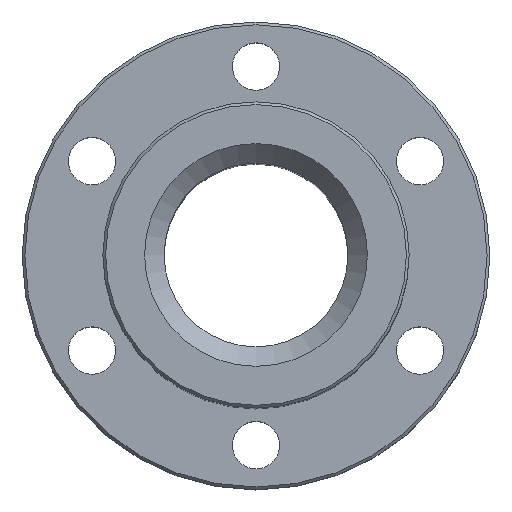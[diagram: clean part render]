
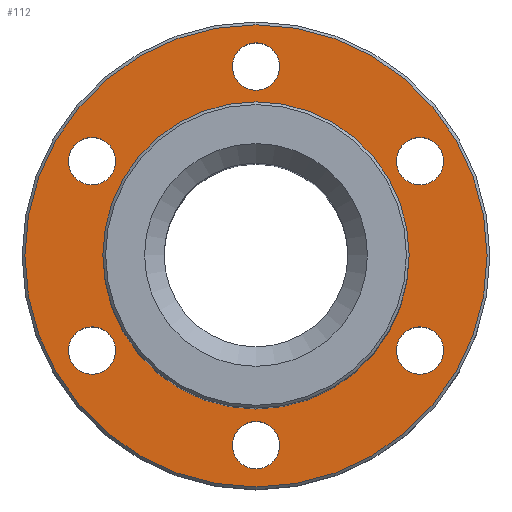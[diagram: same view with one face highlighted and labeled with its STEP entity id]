
A CAD part, top view. The second image highlights one B-rep face of the part: STEP entity #112.
In plain terms, the highlighted planar face has unit normal (0, 0, 1).
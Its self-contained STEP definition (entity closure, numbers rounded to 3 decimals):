
#112=ADVANCED_FACE('',(#192,#193,#194,#195,#196,#197,#198,#199),#200,.T.);
#192=FACE_OUTER_BOUND('',#309,.T.);
#193=FACE_BOUND('',#310,.T.);
#194=FACE_BOUND('',#311,.T.);
#195=FACE_BOUND('',#312,.T.);
#196=FACE_BOUND('',#313,.T.);
#197=FACE_BOUND('',#314,.T.);
#198=FACE_BOUND('',#315,.T.);
#199=FACE_BOUND('',#316,.T.);
#200=PLANE('',#317);
#309=EDGE_LOOP('',(#464));
#310=EDGE_LOOP('',(#465));
#311=EDGE_LOOP('',(#466));
#312=EDGE_LOOP('',(#467));
#313=EDGE_LOOP('',(#468));
#314=EDGE_LOOP('',(#469));
#315=EDGE_LOOP('',(#470));
#316=EDGE_LOOP('',(#471));
#317=AXIS2_PLACEMENT_3D('',#472,#473,#474);
#464=ORIENTED_EDGE('',*,*,#570,.T.);
#465=ORIENTED_EDGE('',*,*,#576,.T.);
#466=ORIENTED_EDGE('',*,*,#577,.T.);
#467=ORIENTED_EDGE('',*,*,#578,.T.);
#468=ORIENTED_EDGE('',*,*,#579,.T.);
#469=ORIENTED_EDGE('',*,*,#580,.T.);
#470=ORIENTED_EDGE('',*,*,#581,.T.);
#471=ORIENTED_EDGE('',*,*,#575,.T.);
#472=CARTESIAN_POINT('',(0.0,0.0,25.0));
#473=DIRECTION('',(0.0,0.0,1.0));
#474=DIRECTION('',(1.0,0.0,0.0));
#570=EDGE_CURVE('',#631,#631,#632,.T.);
#575=EDGE_CURVE('',#641,#641,#642,.F.);
#576=EDGE_CURVE('',#643,#643,#644,.F.);
#577=EDGE_CURVE('',#645,#645,#646,.F.);
#578=EDGE_CURVE('',#647,#647,#648,.F.);
#579=EDGE_CURVE('',#649,#649,#650,.F.);
#580=EDGE_CURVE('',#651,#651,#652,.F.);
#581=EDGE_CURVE('',#653,#653,#654,.F.);
#631=VERTEX_POINT('',#713);
#632=CIRCLE('',#714,41.5);
#641=VERTEX_POINT('',#723);
#642=CIRCLE('',#724,27.5);
#643=VERTEX_POINT('',#725);
#644=CIRCLE('',#726,4.25);
#645=VERTEX_POINT('',#727);
#646=CIRCLE('',#728,4.25);
#647=VERTEX_POINT('',#729);
#648=CIRCLE('',#730,4.25);
#649=VERTEX_POINT('',#731);
#650=CIRCLE('',#732,4.25);
#651=VERTEX_POINT('',#733);
#652=CIRCLE('',#734,4.25);
#653=VERTEX_POINT('',#735);
#654=CIRCLE('',#736,4.25);
#713=CARTESIAN_POINT('',(41.5,0.0,25.0));
#714=AXIS2_PLACEMENT_3D('',#815,#816,#817);
#723=CARTESIAN_POINT('',(27.5,0.,25.0));
#724=AXIS2_PLACEMENT_3D('',#830,#831,#832);
#725=CARTESIAN_POINT('',(33.695,17.0,25.0));
#726=AXIS2_PLACEMENT_3D('',#833,#834,#835);
#727=CARTESIAN_POINT('',(33.695,-17.0,25.0));
#728=AXIS2_PLACEMENT_3D('',#836,#837,#838);
#729=CARTESIAN_POINT('',(4.25,-34.0,25.0));
#730=AXIS2_PLACEMENT_3D('',#839,#840,#841);
#731=CARTESIAN_POINT('',(-25.195,-17.0,25.0));
#732=AXIS2_PLACEMENT_3D('',#842,#843,#844);
#733=CARTESIAN_POINT('',(-25.195,17.0,25.0));
#734=AXIS2_PLACEMENT_3D('',#845,#846,#847);
#735=CARTESIAN_POINT('',(4.25,34.0,25.0));
#736=AXIS2_PLACEMENT_3D('',#848,#849,#850);
#815=CARTESIAN_POINT('',(0.0,0.0,25.0));
#816=DIRECTION('',(0.0,0.0,1.0));
#817=DIRECTION('',(1.0,0.0,0.0));
#830=CARTESIAN_POINT('',(0.0,0.0,25.0));
#831=DIRECTION('',(0.0,0.0,1.0));
#832=DIRECTION('',(1.0,0.0,0.0));
#833=CARTESIAN_POINT('',(29.445,17.0,25.0));
#834=DIRECTION('',(0.0,0.0,1.0));
#835=DIRECTION('',(1.0,0.0,0.0));
#836=CARTESIAN_POINT('',(29.445,-17.0,25.0));
#837=DIRECTION('',(0.0,0.0,1.0));
#838=DIRECTION('',(1.0,0.0,0.0));
#839=CARTESIAN_POINT('',(0.,-34.0,25.0));
#840=DIRECTION('',(0.0,0.0,1.0));
#841=DIRECTION('',(1.0,0.0,0.0));
#842=CARTESIAN_POINT('',(-29.445,-17.0,25.0));
#843=DIRECTION('',(0.0,0.0,1.0));
#844=DIRECTION('',(1.0,0.0,0.0));
#845=CARTESIAN_POINT('',(-29.445,17.0,25.0));
#846=DIRECTION('',(0.0,0.0,1.0));
#847=DIRECTION('',(1.0,0.0,0.0));
#848=CARTESIAN_POINT('',(0.0,34.0,25.0));
#849=DIRECTION('',(0.0,0.0,1.0));
#850=DIRECTION('',(1.0,0.0,0.0));
